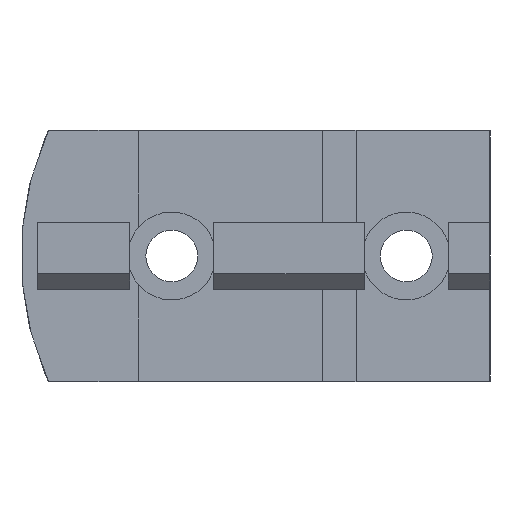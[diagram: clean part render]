
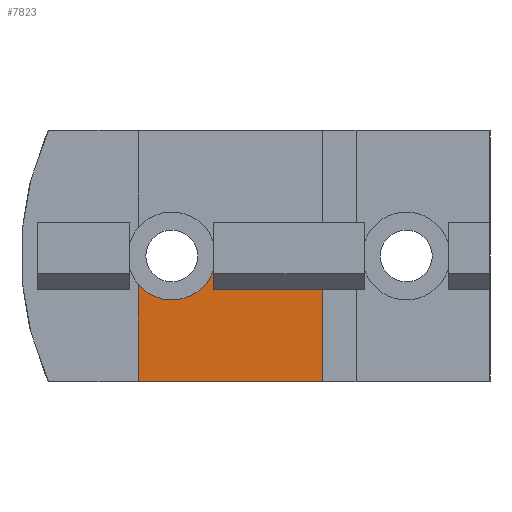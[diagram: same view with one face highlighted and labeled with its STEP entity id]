
A CAD part, left-side view. The second image highlights one B-rep face of the part: STEP entity #7823.
In plain terms, the highlighted planar face has unit normal (-1, 0, 0).
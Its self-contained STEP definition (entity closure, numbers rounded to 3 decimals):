
#3005 = VERTEX_POINT('',#3006);
#3006 = CARTESIAN_POINT('',(-46.5,21.981,-15.));
#3020 = PLANE('',#3021);
#3021 = AXIS2_PLACEMENT_3D('',#3022,#3023,#3024);
#3022 = CARTESIAN_POINT('',(-46.5,0.,0.));
#3023 = DIRECTION('',(1.,0.,0.));
#3024 = DIRECTION('',(0.,0.,-1.));
#3048 = PLANE('',#3049);
#3049 = AXIS2_PLACEMENT_3D('',#3050,#3051,#3052);
#3050 = CARTESIAN_POINT('',(-2.19,13.333,-15.));
#3051 = DIRECTION('',(0.,0.,1.));
#3052 = DIRECTION('',(1.,0.,0.));
#5551 = EDGE_CURVE('',#5552,#3005,#5554,.T.);
#5552 = VERTEX_POINT('',#5553);
#5553 = CARTESIAN_POINT('',(-46.5,0.,-15.));
#5554 = SURFACE_CURVE('',#5555,(#5559,#5566),.PCURVE_S1.);
#5555 = LINE('',#5556,#5557);
#5556 = CARTESIAN_POINT('',(-46.5,-4.,-15.));
#5557 = VECTOR('',#5558,1.);
#5558 = DIRECTION('',(0.,1.,0.));
#5559 = PCURVE('',#3048,#5560);
#5560 = DEFINITIONAL_REPRESENTATION('',(#5561),#5565);
#5561 = LINE('',#5562,#5563);
#5562 = CARTESIAN_POINT('',(-44.31,-17.333));
#5563 = VECTOR('',#5564,1.);
#5564 = DIRECTION('',(0.,1.));
#5565 = ( GEOMETRIC_REPRESENTATION_CONTEXT(2) 
PARAMETRIC_REPRESENTATION_CONTEXT() REPRESENTATION_CONTEXT('2D SPACE',''
  ) );
#5566 = PCURVE('',#5567,#5572);
#5567 = PLANE('',#5568);
#5568 = AXIS2_PLACEMENT_3D('',#5569,#5570,#5571);
#5569 = CARTESIAN_POINT('',(-46.5,-4.,-15.));
#5570 = DIRECTION('',(-1.,0.,0.));
#5571 = DIRECTION('',(0.,1.,0.));
#5572 = DEFINITIONAL_REPRESENTATION('',(#5573),#5577);
#5573 = LINE('',#5574,#5575);
#5574 = CARTESIAN_POINT('',(0.,0.));
#5575 = VECTOR('',#5576,1.);
#5576 = DIRECTION('',(1.,0.));
#5577 = ( GEOMETRIC_REPRESENTATION_CONTEXT(2) 
PARAMETRIC_REPRESENTATION_CONTEXT() REPRESENTATION_CONTEXT('2D SPACE',''
  ) );
#6168 = PLANE('',#6169);
#6169 = AXIS2_PLACEMENT_3D('',#6170,#6171,#6172);
#6170 = CARTESIAN_POINT('',(-46.5,4.,0.));
#6171 = DIRECTION('',(1.,0.,0.));
#6172 = DIRECTION('',(0.,0.,1.));
#6320 = VERTEX_POINT('',#6321);
#6321 = CARTESIAN_POINT('',(-46.5,21.981,-3.423));
#6351 = EDGE_CURVE('',#3005,#6320,#6352,.T.);
#6352 = SURFACE_CURVE('',#6353,(#6357,#6364),.PCURVE_S1.);
#6353 = LINE('',#6354,#6355);
#6354 = CARTESIAN_POINT('',(-46.5,21.981,-11.25));
#6355 = VECTOR('',#6356,1.);
#6356 = DIRECTION('',(0.,0.,1.));
#6357 = PCURVE('',#3020,#6358);
#6358 = DEFINITIONAL_REPRESENTATION('',(#6359),#6363);
#6359 = LINE('',#6360,#6361);
#6360 = CARTESIAN_POINT('',(11.25,21.981));
#6361 = VECTOR('',#6362,1.);
#6362 = DIRECTION('',(-1.,0.));
#6363 = ( GEOMETRIC_REPRESENTATION_CONTEXT(2) 
PARAMETRIC_REPRESENTATION_CONTEXT() REPRESENTATION_CONTEXT('2D SPACE',''
  ) );
#6364 = PCURVE('',#5567,#6365);
#6365 = DEFINITIONAL_REPRESENTATION('',(#6366),#6370);
#6366 = LINE('',#6367,#6368);
#6367 = CARTESIAN_POINT('',(25.981,-3.75));
#6368 = VECTOR('',#6369,1.);
#6369 = DIRECTION('',(0.,-1.));
#6370 = ( GEOMETRIC_REPRESENTATION_CONTEXT(2) 
PARAMETRIC_REPRESENTATION_CONTEXT() REPRESENTATION_CONTEXT('2D SPACE',''
  ) );
#7670 = PLANE('',#7671);
#7671 = AXIS2_PLACEMENT_3D('',#7672,#7673,#7674);
#7672 = CARTESIAN_POINT('',(-46.5,-4.,-15.));
#7673 = DIRECTION('',(-1.,0.,0.));
#7674 = DIRECTION('',(0.,1.,0.));
#7823 = ADVANCED_FACE('',(#7824),#5567,.T.);
#7824 = FACE_BOUND('',#7825,.T.);
#7825 = EDGE_LOOP('',(#7826,#7827,#7850,#7878,#7906,#7932));
#7826 = ORIENTED_EDGE('',*,*,#5551,.F.);
#7827 = ORIENTED_EDGE('',*,*,#7828,.F.);
#7828 = EDGE_CURVE('',#7829,#5552,#7831,.T.);
#7829 = VERTEX_POINT('',#7830);
#7830 = CARTESIAN_POINT('',(-46.5,0.,-4.));
#7831 = SURFACE_CURVE('',#7832,(#7836,#7843),.PCURVE_S1.);
#7832 = LINE('',#7833,#7834);
#7833 = CARTESIAN_POINT('',(-46.5,0.,15.));
#7834 = VECTOR('',#7835,1.);
#7835 = DIRECTION('',(0.,0.,-1.));
#7836 = PCURVE('',#5567,#7837);
#7837 = DEFINITIONAL_REPRESENTATION('',(#7838),#7842);
#7838 = LINE('',#7839,#7840);
#7839 = CARTESIAN_POINT('',(4.,-30.));
#7840 = VECTOR('',#7841,1.);
#7841 = DIRECTION('',(0.,1.));
#7842 = ( GEOMETRIC_REPRESENTATION_CONTEXT(2) 
PARAMETRIC_REPRESENTATION_CONTEXT() REPRESENTATION_CONTEXT('2D SPACE',''
  ) );
#7843 = PCURVE('',#7670,#7844);
#7844 = DEFINITIONAL_REPRESENTATION('',(#7845),#7849);
#7845 = LINE('',#7846,#7847);
#7846 = CARTESIAN_POINT('',(4.,-30.));
#7847 = VECTOR('',#7848,1.);
#7848 = DIRECTION('',(0.,1.));
#7849 = ( GEOMETRIC_REPRESENTATION_CONTEXT(2) 
PARAMETRIC_REPRESENTATION_CONTEXT() REPRESENTATION_CONTEXT('2D SPACE',''
  ) );
#7850 = ORIENTED_EDGE('',*,*,#7851,.F.);
#7851 = EDGE_CURVE('',#7852,#7829,#7854,.T.);
#7852 = VERTEX_POINT('',#7853);
#7853 = CARTESIAN_POINT('',(-46.5,13.,-4.));
#7854 = SURFACE_CURVE('',#7855,(#7859,#7866),.PCURVE_S1.);
#7855 = LINE('',#7856,#7857);
#7856 = CARTESIAN_POINT('',(-46.5,13.,-4.));
#7857 = VECTOR('',#7858,1.);
#7858 = DIRECTION('',(0.,-1.,0.));
#7859 = PCURVE('',#5567,#7860);
#7860 = DEFINITIONAL_REPRESENTATION('',(#7861),#7865);
#7861 = LINE('',#7862,#7863);
#7862 = CARTESIAN_POINT('',(17.,-11.));
#7863 = VECTOR('',#7864,1.);
#7864 = DIRECTION('',(-1.,0.));
#7865 = ( GEOMETRIC_REPRESENTATION_CONTEXT(2) 
PARAMETRIC_REPRESENTATION_CONTEXT() REPRESENTATION_CONTEXT('2D SPACE',''
  ) );
#7866 = PCURVE('',#7867,#7872);
#7867 = PLANE('',#7868);
#7868 = AXIS2_PLACEMENT_3D('',#7869,#7870,#7871);
#7869 = CARTESIAN_POINT('',(-46.5,13.,-4.));
#7870 = DIRECTION('',(0.,0.,1.));
#7871 = DIRECTION('',(0.,-1.,0.));
#7872 = DEFINITIONAL_REPRESENTATION('',(#7873),#7877);
#7873 = LINE('',#7874,#7875);
#7874 = CARTESIAN_POINT('',(0.,0.));
#7875 = VECTOR('',#7876,1.);
#7876 = DIRECTION('',(1.,0.));
#7877 = ( GEOMETRIC_REPRESENTATION_CONTEXT(2) 
PARAMETRIC_REPRESENTATION_CONTEXT() REPRESENTATION_CONTEXT('2D SPACE',''
  ) );
#7878 = ORIENTED_EDGE('',*,*,#7879,.F.);
#7879 = EDGE_CURVE('',#7880,#7852,#7882,.T.);
#7880 = VERTEX_POINT('',#7881);
#7881 = CARTESIAN_POINT('',(-46.5,13.,-1.601));
#7882 = SURFACE_CURVE('',#7883,(#7887,#7894),.PCURVE_S1.);
#7883 = LINE('',#7884,#7885);
#7884 = CARTESIAN_POINT('',(-46.5,13.,4.));
#7885 = VECTOR('',#7886,1.);
#7886 = DIRECTION('',(0.,0.,-1.));
#7887 = PCURVE('',#5567,#7888);
#7888 = DEFINITIONAL_REPRESENTATION('',(#7889),#7893);
#7889 = LINE('',#7890,#7891);
#7890 = CARTESIAN_POINT('',(17.,-19.));
#7891 = VECTOR('',#7892,1.);
#7892 = DIRECTION('',(0.,1.));
#7893 = ( GEOMETRIC_REPRESENTATION_CONTEXT(2) 
PARAMETRIC_REPRESENTATION_CONTEXT() REPRESENTATION_CONTEXT('2D SPACE',''
  ) );
#7894 = PCURVE('',#7895,#7900);
#7895 = PLANE('',#7896);
#7896 = AXIS2_PLACEMENT_3D('',#7897,#7898,#7899);
#7897 = CARTESIAN_POINT('',(-46.5,13.,4.));
#7898 = DIRECTION('',(-0.,-1.,-0.));
#7899 = DIRECTION('',(0.,0.,-1.));
#7900 = DEFINITIONAL_REPRESENTATION('',(#7901),#7905);
#7901 = LINE('',#7902,#7903);
#7902 = CARTESIAN_POINT('',(0.,0.));
#7903 = VECTOR('',#7904,1.);
#7904 = DIRECTION('',(1.,0.));
#7905 = ( GEOMETRIC_REPRESENTATION_CONTEXT(2) 
PARAMETRIC_REPRESENTATION_CONTEXT() REPRESENTATION_CONTEXT('2D SPACE',''
  ) );
#7906 = ORIENTED_EDGE('',*,*,#7907,.F.);
#7907 = EDGE_CURVE('',#6320,#7880,#7908,.T.);
#7908 = SURFACE_CURVE('',#7909,(#7914,#7921),.PCURVE_S1.);
#7909 = CIRCLE('',#7910,5.25);
#7910 = AXIS2_PLACEMENT_3D('',#7911,#7912,#7913);
#7911 = CARTESIAN_POINT('',(-46.5,18.,0.));
#7912 = DIRECTION('',(-1.,0.,0.));
#7913 = DIRECTION('',(0.,-1.,0.));
#7914 = PCURVE('',#5567,#7915);
#7915 = DEFINITIONAL_REPRESENTATION('',(#7916),#7920);
#7916 = CIRCLE('',#7917,5.25);
#7917 = AXIS2_PLACEMENT_2D('',#7918,#7919);
#7918 = CARTESIAN_POINT('',(22.,-15.));
#7919 = DIRECTION('',(-1.,0.));
#7920 = ( GEOMETRIC_REPRESENTATION_CONTEXT(2) 
PARAMETRIC_REPRESENTATION_CONTEXT() REPRESENTATION_CONTEXT('2D SPACE',''
  ) );
#7921 = PCURVE('',#6168,#7922);
#7922 = DEFINITIONAL_REPRESENTATION('',(#7923),#7931);
#7923 = ( BOUNDED_CURVE() B_SPLINE_CURVE(2,(#7924,#7925,#7926,#7927,
#7928,#7929,#7930),.UNSPECIFIED.,.T.,.F.) B_SPLINE_CURVE_WITH_KNOTS((1,2
    ,2,2,2,1),(-2.094,0.,2.094,4.189,
6.283,8.378),.UNSPECIFIED.) CURVE() 
GEOMETRIC_REPRESENTATION_ITEM() RATIONAL_B_SPLINE_CURVE((1.,0.5,1.,0.5,
1.,0.5,1.)) REPRESENTATION_ITEM('') );
#7924 = CARTESIAN_POINT('',(0.,-8.75));
#7925 = CARTESIAN_POINT('',(9.093,-8.75));
#7926 = CARTESIAN_POINT('',(4.547,-16.625));
#7927 = CARTESIAN_POINT('',(0.,-24.5));
#7928 = CARTESIAN_POINT('',(-4.547,-16.625));
#7929 = CARTESIAN_POINT('',(-9.093,-8.75));
#7930 = CARTESIAN_POINT('',(0.,-8.75));
#7931 = ( GEOMETRIC_REPRESENTATION_CONTEXT(2) 
PARAMETRIC_REPRESENTATION_CONTEXT() REPRESENTATION_CONTEXT('2D SPACE',''
  ) );
#7932 = ORIENTED_EDGE('',*,*,#6351,.F.);
